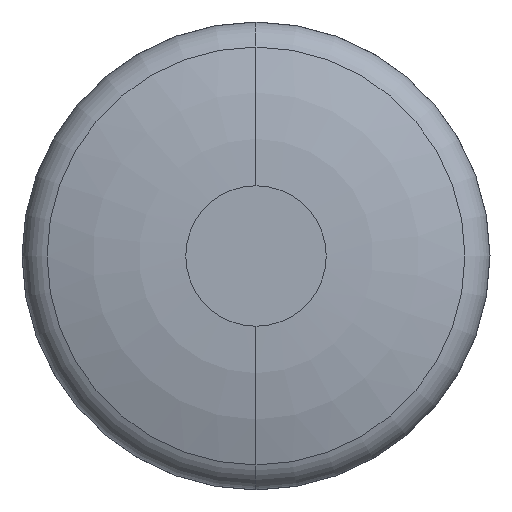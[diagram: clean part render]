
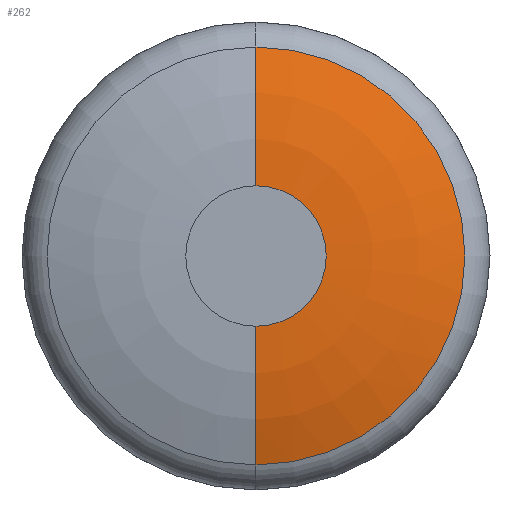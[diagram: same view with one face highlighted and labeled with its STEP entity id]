
A CAD part, front view. The second image highlights one B-rep face of the part: STEP entity #262.
In plain terms, the highlighted toroidal (fillet/blend) face has major radius 0.714 mm and minor radius 4.286 mm.
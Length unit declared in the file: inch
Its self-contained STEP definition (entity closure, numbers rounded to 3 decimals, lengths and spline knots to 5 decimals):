
#7 = VERTEX_POINT ( 'NONE', #11 ) ;
#11 = CARTESIAN_POINT ( 'NONE',  ( 0., 0.00941, 0.08369 ) ) ;
#25 = CARTESIAN_POINT ( 'NONE',  ( 0., 0.16875, 0. ) ) ;
#53 = ORIENTED_EDGE ( 'NONE', *, *, #89, .F. ) ;
#73 = CARTESIAN_POINT ( 'NONE',  ( 0., 0., -0.02812 ) ) ;
#89 = EDGE_CURVE ( 'NONE', #190, #296, #242, .T. ) ;
#98 = DIRECTION ( 'NONE',  ( 0., 0., -1. ) ) ;
#100 = ORIENTED_EDGE ( 'NONE', *, *, #401, .T. ) ;
#119 = AXIS2_PLACEMENT_3D ( 'NONE', #235, #146, #364 ) ;
#130 = VERTEX_POINT ( 'NONE', #255 ) ;
#146 = DIRECTION ( 'NONE',  ( 1., 0., 0. ) ) ;
#150 = TOROIDAL_SURFACE ( 'NONE', #462, 0.02812, 0.16875 ) ;
#159 = DIRECTION ( 'NONE',  ( -1., 0., 0. ) ) ;
#165 = FACE_OUTER_BOUND ( 'NONE', #185, .T. ) ;
#185 = EDGE_LOOP ( 'NONE', ( #571, #100, #53, #304 ) ) ;
#190 = VERTEX_POINT ( 'NONE', #73 ) ;
#211 = AXIS2_PLACEMENT_3D ( 'NONE', #261, #366, #98 ) ;
#220 = CIRCLE ( 'NONE', #211, 0.08369 ) ;
#235 = CARTESIAN_POINT ( 'NONE',  ( 0., 0.16875, 0.02812 ) ) ;
#242 = CIRCLE ( 'NONE', #479, 0.02812 ) ;
#255 = CARTESIAN_POINT ( 'NONE',  ( 0., 0.00941, -0.08369 ) ) ;
#261 = CARTESIAN_POINT ( 'NONE',  ( 0., 0.00941, 0. ) ) ;
#262 = ADVANCED_FACE ( 'NONE', ( #165 ), #150, .T. ) ;
#270 = EDGE_CURVE ( 'NONE', #130, #190, #440, .T. ) ;
#289 = DIRECTION ( 'NONE',  ( 0., -1., 0. ) ) ;
#296 = VERTEX_POINT ( 'NONE', #344 ) ;
#304 = ORIENTED_EDGE ( 'NONE', *, *, #270, .F. ) ;
#332 = DIRECTION ( 'NONE',  ( 0., 0., 1. ) ) ;
#344 = CARTESIAN_POINT ( 'NONE',  ( 0., 0., 0.02812 ) ) ;
#364 = DIRECTION ( 'NONE',  ( 0., 0., -1. ) ) ;
#366 = DIRECTION ( 'NONE',  ( 0., -1., 0. ) ) ;
#376 = DIRECTION ( 'NONE',  ( 0., 0., -1. ) ) ;
#401 = EDGE_CURVE ( 'NONE', #7, #296, #513, .T. ) ;
#440 = CIRCLE ( 'NONE', #511, 0.16875 ) ;
#462 = AXIS2_PLACEMENT_3D ( 'NONE', #25, #289, #467 ) ;
#467 = DIRECTION ( 'NONE',  ( 0., 0., -1. ) ) ;
#479 = AXIS2_PLACEMENT_3D ( 'NONE', #552, #515, #376 ) ;
#511 = AXIS2_PLACEMENT_3D ( 'NONE', #516, #159, #332 ) ;
#513 = CIRCLE ( 'NONE', #119, 0.16875 ) ;
#515 = DIRECTION ( 'NONE',  ( 0., -1., 0. ) ) ;
#516 = CARTESIAN_POINT ( 'NONE',  ( 0., 0.16875, -0.02812 ) ) ;
#528 = EDGE_CURVE ( 'NONE', #130, #7, #220, .T. ) ;
#552 = CARTESIAN_POINT ( 'NONE',  ( 0., 0., 0. ) ) ;
#571 = ORIENTED_EDGE ( 'NONE', *, *, #528, .T. ) ;
